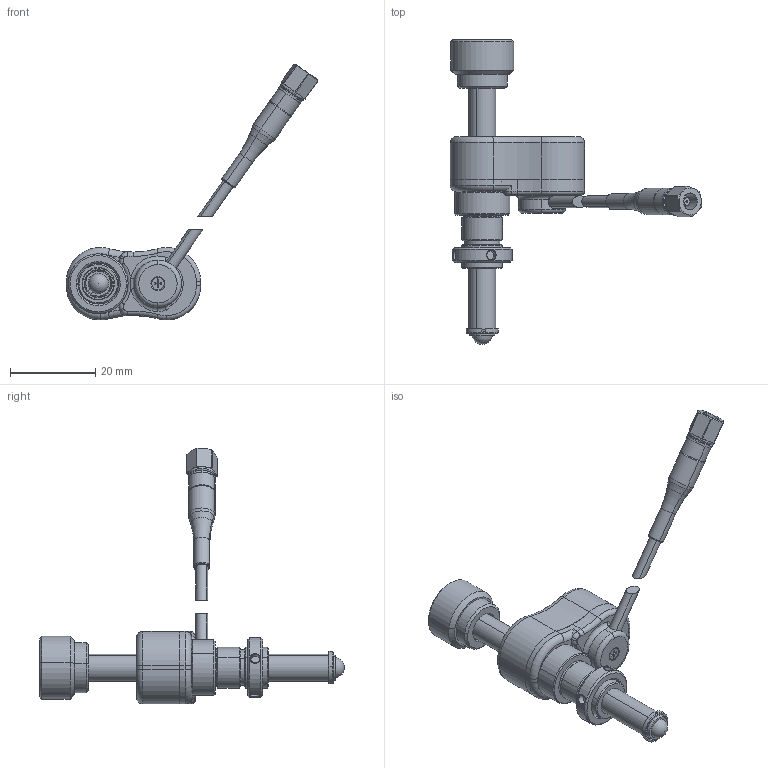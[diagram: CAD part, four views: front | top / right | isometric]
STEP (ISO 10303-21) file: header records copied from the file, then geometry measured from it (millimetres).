
FILE_DESCRIPTION (( 'STEP AP203' ), '1' );
FILE_NAME ('ETN017851-E0W.STEP', '2022-09-21T11:53:05', ( '' ), ( '' ), 'SwSTEP 2.0', 'SolidWorks 2022', '' );
FILE_SCHEMA (( 'CONFIG_CONTROL_DESIGN' ));
Length unit declared in the file: millimetre
Products named in the file (23): 137516-LEB-PIA25 Housing-Engraved; 137516-Housing; 137831-Rod End Boss; CF0204 - 3_16 Tungsten Carbide-Cobalt Ball; 137515-Piezo Flexure; Copy of RG174 Strain Relief_Black_LEMO_GMD00028DN^169745-SMC Cable-1m; ETN017851-E0W; DB0495 - M1.6x4 SKT CAP A2 SS; BA0225 - M1.6 Solder Tag - Deformed 90deg; 137832-Flex Rod; Copy of SMC Straight Plug_Crimp_R112075000_Farnell 4194305^169745-SMC Cable-1m; Copy of Cable RG174^169745-SMC Cable-1m; F25SC1-1; 137519-Wire Spring; 137518-9.5mm Barrel Mount; 169745-SMC Cable-1m; KS1-4-CT-ENGRAVE - 1579-004 REV I, HEX KNOB; 137517-Barrel Base; 137522 - 3_8-40 Retaining Nut; 137521-Cable Gland; 137956-1_4-80 x 2.46 Screw; 137914-25mm Travel Screw-Black Hard Coated; DB0512 - M1.6 x 4 Pozi Csk Black_ISO 7046-1 - M2.5 x 8 - Z --- 8N
Assembly tree (25 placements, depth 3):
  ETN017851-E0W
    137517-Barrel Base
    137515-Piezo Flexure
    137831-Rod End Boss
    137832-Flex Rod
    137518-9.5mm Barrel Mount
    137914-25mm Travel Screw-Black Hard Coated
      137956-1_4-80 x 2.46 Screw
    KS1-4-CT-ENGRAVE - 1579-004 REV I, HEX KNOB
    137522 - 3_8-40 Retaining Nut
    137521-Cable Gland
    DB0512 - M1.6 x 4 Pozi Csk Black_ISO 7046-1 - M2.5 x 8 - Z --- 8N
    F25SC1-1
    137519-Wire Spring
    137516-LEB-PIA25 Housing-Engraved
      137516-Housing
    DB0495 - M1.6x4 SKT CAP A2 SS  x4
    BA0225 - M1.6 Solder Tag - Deformed 90deg
    CF0204 - 3_16 Tungsten Carbide-Cobalt Ball
    169745-SMC Cable-1m
      Copy of Cable RG174^169745-SMC Cable-1m
      Copy of RG174 Strain Relief_Black_LEMO_GMD00028DN^169745-SMC Cable-1m
      Copy of SMC Straight Plug_Crimp_R112075000_Farnell 4194305^169745-SMC Cable-1m
Bounding box: 58.97 x 71.42 x 60 mm (x, y, z)
Volume: 8256.8 mm3; surface area: 11684.9 mm2
Topology: 23 solids, 23 shells, 1642 faces, 4283 edges, 2771 vertices
Faces by surface type: plane 683, cylinder 392, bspline 368, cone 121, torus 76, sphere 2
Entity records: 192160 total; most frequent: CARTESIAN_POINT 153243, ORIENTED_EDGE 8348, DIRECTION 6444, EDGE_CURVE 4174, VERTEX_POINT 2702, LINE 2212, VECTOR 2212, AXIS2_PLACEMENT_3D 2116
